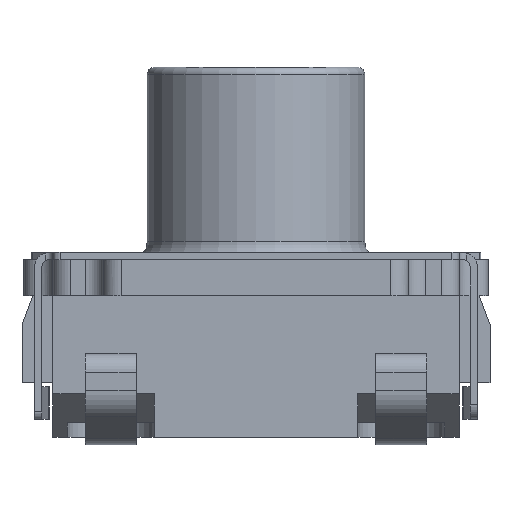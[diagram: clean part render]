
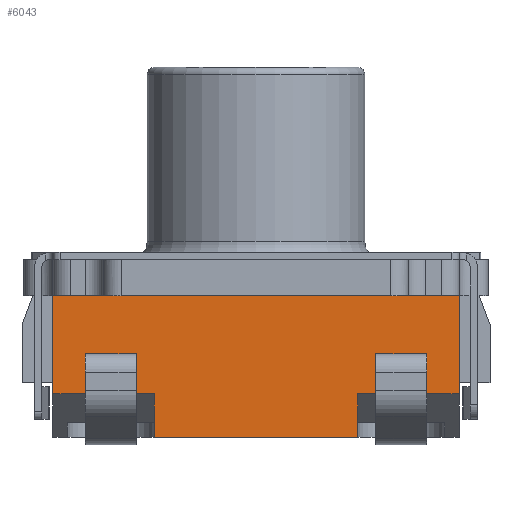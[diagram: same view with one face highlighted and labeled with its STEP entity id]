
A CAD part, left-side view. The second image highlights one B-rep face of the part: STEP entity #6043.
In plain terms, the highlighted planar face has unit normal (-1, 0, 0).
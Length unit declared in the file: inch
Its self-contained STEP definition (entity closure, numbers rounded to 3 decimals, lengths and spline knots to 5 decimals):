
#128=PLANE('',#6581);
#401=FACE_OUTER_BOUND('',#704,.T.);
#704=EDGE_LOOP('',(#5144,#5145,#5146,#5147,#5148,#5149,#5150,#5151,#5152,
#5153,#5154,#5155,#5156,#5157,#5158,#5159,#5160,#5161,#5162,#5163,#5164,
#5165));
#1138=LINE('',#8749,#1761);
#1428=LINE('',#9727,#2051);
#1479=LINE('',#9861,#2102);
#1480=LINE('',#9862,#2103);
#1497=LINE('',#9907,#2120);
#1499=LINE('',#9912,#2122);
#1500=LINE('',#9913,#2123);
#1523=LINE('',#9956,#2146);
#1530=LINE('',#9968,#2153);
#1531=LINE('',#9971,#2154);
#1532=LINE('',#9973,#2155);
#1533=LINE('',#9975,#2156);
#1534=LINE('',#9977,#2157);
#1535=LINE('',#9979,#2158);
#1536=LINE('',#9981,#2159);
#1537=LINE('',#9983,#2160);
#1538=LINE('',#9985,#2161);
#1539=LINE('',#9987,#2162);
#1540=LINE('',#9989,#2163);
#1541=LINE('',#9991,#2164);
#1542=LINE('',#9992,#2165);
#1543=LINE('',#9993,#2166);
#1761=VECTOR('',#6889,0.3937);
#2051=VECTOR('',#7819,0.3937);
#2102=VECTOR('',#7934,0.3937);
#2103=VECTOR('',#7935,0.3937);
#2120=VECTOR('',#7984,0.3937);
#2122=VECTOR('',#7988,0.3937);
#2123=VECTOR('',#7989,0.3937);
#2146=VECTOR('',#8018,0.3937);
#2153=VECTOR('',#8025,0.3937);
#2154=VECTOR('',#8028,0.3937);
#2155=VECTOR('',#8029,0.3937);
#2156=VECTOR('',#8030,0.3937);
#2157=VECTOR('',#8031,0.3937);
#2158=VECTOR('',#8032,0.3937);
#2159=VECTOR('',#8033,0.3937);
#2160=VECTOR('',#8034,0.3937);
#2161=VECTOR('',#8035,0.3937);
#2162=VECTOR('',#8036,0.3937);
#2163=VECTOR('',#8037,0.3937);
#2164=VECTOR('',#8038,0.3937);
#2165=VECTOR('',#8039,0.3937);
#2166=VECTOR('',#8040,0.3937);
#2414=VERTEX_POINT('',#8742);
#2416=VERTEX_POINT('',#8748);
#2704=VERTEX_POINT('',#9725);
#2743=VERTEX_POINT('',#9835);
#2754=VERTEX_POINT('',#9858);
#2755=VERTEX_POINT('',#9860);
#2767=VERTEX_POINT('',#9906);
#2768=VERTEX_POINT('',#9910);
#2769=VERTEX_POINT('',#9911);
#2786=VERTEX_POINT('',#9955);
#2791=VERTEX_POINT('',#9966);
#2792=VERTEX_POINT('',#9970);
#2793=VERTEX_POINT('',#9972);
#2794=VERTEX_POINT('',#9974);
#2795=VERTEX_POINT('',#9976);
#2796=VERTEX_POINT('',#9978);
#2797=VERTEX_POINT('',#9980);
#2798=VERTEX_POINT('',#9982);
#2799=VERTEX_POINT('',#9984);
#2800=VERTEX_POINT('',#9986);
#2801=VERTEX_POINT('',#9988);
#2802=VERTEX_POINT('',#9990);
#3036=EDGE_CURVE('',#2414,#2416,#1138,.T.);
#3495=EDGE_CURVE('',#2704,#2414,#1428,.T.);
#3561=EDGE_CURVE('',#2755,#2754,#1479,.T.);
#3562=EDGE_CURVE('',#2743,#2755,#1480,.T.);
#3584=EDGE_CURVE('',#2754,#2767,#1497,.T.);
#3586=EDGE_CURVE('',#2768,#2769,#1499,.T.);
#3587=EDGE_CURVE('',#2767,#2768,#1500,.T.);
#3610=EDGE_CURVE('',#2786,#2743,#1523,.T.);
#3617=EDGE_CURVE('',#2769,#2791,#1530,.T.);
#3618=EDGE_CURVE('',#2791,#2792,#1531,.T.);
#3619=EDGE_CURVE('',#2793,#2792,#1532,.T.);
#3620=EDGE_CURVE('',#2793,#2794,#1533,.T.);
#3621=EDGE_CURVE('',#2794,#2795,#1534,.T.);
#3622=EDGE_CURVE('',#2795,#2796,#1535,.T.);
#3623=EDGE_CURVE('',#2796,#2797,#1536,.T.);
#3624=EDGE_CURVE('',#2797,#2798,#1537,.T.);
#3625=EDGE_CURVE('',#2798,#2799,#1538,.T.);
#3626=EDGE_CURVE('',#2799,#2800,#1539,.T.);
#3627=EDGE_CURVE('',#2800,#2801,#1540,.T.);
#3628=EDGE_CURVE('',#2801,#2802,#1541,.T.);
#3629=EDGE_CURVE('',#2416,#2802,#1542,.T.);
#3630=EDGE_CURVE('',#2786,#2704,#1543,.T.);
#5144=ORIENTED_EDGE('',*,*,#3586,.T.);
#5145=ORIENTED_EDGE('',*,*,#3617,.T.);
#5146=ORIENTED_EDGE('',*,*,#3618,.T.);
#5147=ORIENTED_EDGE('',*,*,#3619,.F.);
#5148=ORIENTED_EDGE('',*,*,#3620,.T.);
#5149=ORIENTED_EDGE('',*,*,#3621,.T.);
#5150=ORIENTED_EDGE('',*,*,#3622,.T.);
#5151=ORIENTED_EDGE('',*,*,#3623,.T.);
#5152=ORIENTED_EDGE('',*,*,#3624,.T.);
#5153=ORIENTED_EDGE('',*,*,#3625,.T.);
#5154=ORIENTED_EDGE('',*,*,#3626,.T.);
#5155=ORIENTED_EDGE('',*,*,#3627,.T.);
#5156=ORIENTED_EDGE('',*,*,#3628,.T.);
#5157=ORIENTED_EDGE('',*,*,#3629,.F.);
#5158=ORIENTED_EDGE('',*,*,#3036,.F.);
#5159=ORIENTED_EDGE('',*,*,#3495,.F.);
#5160=ORIENTED_EDGE('',*,*,#3630,.F.);
#5161=ORIENTED_EDGE('',*,*,#3610,.T.);
#5162=ORIENTED_EDGE('',*,*,#3562,.T.);
#5163=ORIENTED_EDGE('',*,*,#3561,.T.);
#5164=ORIENTED_EDGE('',*,*,#3584,.T.);
#5165=ORIENTED_EDGE('',*,*,#3587,.T.);
#6043=ADVANCED_FACE('',(#401),#128,.T.);
#6581=AXIS2_PLACEMENT_3D('',#9969,#8026,#8027);
#6889=DIRECTION('',(0.,-1.,0.));
#7819=DIRECTION('',(0.,-1.,0.));
#7934=DIRECTION('',(0.,0.,1.));
#7935=DIRECTION('',(0.,0.,1.));
#7984=DIRECTION('',(0.,-1.,0.));
#7988=DIRECTION('',(0.,0.,-1.));
#7989=DIRECTION('',(0.,0.,-1.));
#8018=DIRECTION('',(0.,-1.,0.));
#8025=DIRECTION('',(0.,-1.,0.));
#8026=DIRECTION('center_axis',(-1.,0.,0.));
#8027=DIRECTION('ref_axis',(0.,-1.,0.));
#8028=DIRECTION('',(0.,0.,-1.));
#8029=DIRECTION('',(0.,1.,0.));
#8030=DIRECTION('',(0.,0.,1.));
#8031=DIRECTION('',(0.,-1.,0.));
#8032=DIRECTION('',(0.,0.,1.));
#8033=DIRECTION('',(0.,0.,1.));
#8034=DIRECTION('',(0.,-1.,0.));
#8035=DIRECTION('',(0.,0.,-1.));
#8036=DIRECTION('',(0.,0.,-1.));
#8037=DIRECTION('',(0.,-1.,0.));
#8038=DIRECTION('',(0.,0.,1.));
#8039=DIRECTION('',(0.,-1.,0.));
#8040=DIRECTION('',(0.,0.,1.));
#8742=CARTESIAN_POINT('',(-0.12205,0.08111,0.07677));
#8748=CARTESIAN_POINT('',(-0.12205,-0.08071,0.07677));
#8749=CARTESIAN_POINT('',(-0.12205,-0.11024,0.07677));
#9725=CARTESIAN_POINT('',(-0.12205,0.11024,0.07677));
#9727=CARTESIAN_POINT('',(-0.12205,-0.11024,0.07677));
#9835=CARTESIAN_POINT('',(-0.12205,0.09252,0.02362));
#9858=CARTESIAN_POINT('',(-0.12205,0.09252,0.04528));
#9860=CARTESIAN_POINT('',(-0.12205,0.09252,0.03346));
#9861=CARTESIAN_POINT('',(-0.12205,0.09252,0.00642));
#9862=CARTESIAN_POINT('',(-0.12205,0.09252,0.00642));
#9906=CARTESIAN_POINT('',(-0.12205,0.06496,0.04528));
#9907=CARTESIAN_POINT('',(-0.12205,0.09449,0.04528));
#9910=CARTESIAN_POINT('',(-0.12205,0.06496,0.03346));
#9911=CARTESIAN_POINT('',(-0.12205,0.06496,0.02362));
#9912=CARTESIAN_POINT('',(-0.12205,0.06496,0.00642));
#9913=CARTESIAN_POINT('',(-0.12205,0.06496,0.00642));
#9955=CARTESIAN_POINT('',(-0.12205,0.11024,0.02362));
#9956=CARTESIAN_POINT('',(-0.12205,0.08268,0.02362));
#9966=CARTESIAN_POINT('',(-0.12205,0.05512,0.02362));
#9968=CARTESIAN_POINT('',(-0.12205,0.08268,0.02362));
#9969=CARTESIAN_POINT('Origin',(-0.12205,0.11024,0.));
#9970=CARTESIAN_POINT('',(-0.12205,0.05512,0.));
#9971=CARTESIAN_POINT('',(-0.12205,0.05512,0.));
#9972=CARTESIAN_POINT('',(-0.12205,-0.05512,0.));
#9973=CARTESIAN_POINT('',(-0.12205,-0.11024,0.));
#9974=CARTESIAN_POINT('',(-0.12205,-0.05512,0.02362));
#9975=CARTESIAN_POINT('',(-0.12205,-0.05512,0.));
#9976=CARTESIAN_POINT('',(-0.12205,-0.06496,0.02362));
#9977=CARTESIAN_POINT('',(-0.12205,0.02756,0.02362));
#9978=CARTESIAN_POINT('',(-0.12205,-0.06496,0.03346));
#9979=CARTESIAN_POINT('',(-0.12205,-0.06496,0.00642));
#9980=CARTESIAN_POINT('',(-0.12205,-0.06496,0.04528));
#9981=CARTESIAN_POINT('',(-0.12205,-0.06496,0.00642));
#9982=CARTESIAN_POINT('',(-0.12205,-0.09252,0.04528));
#9983=CARTESIAN_POINT('',(-0.12205,0.01575,0.04528));
#9984=CARTESIAN_POINT('',(-0.12205,-0.09252,0.03346));
#9985=CARTESIAN_POINT('',(-0.12205,-0.09252,0.00642));
#9986=CARTESIAN_POINT('',(-0.12205,-0.09252,0.02362));
#9987=CARTESIAN_POINT('',(-0.12205,-0.09252,0.00642));
#9988=CARTESIAN_POINT('',(-0.12205,-0.11024,0.02362));
#9989=CARTESIAN_POINT('',(-0.12205,0.02756,0.02362));
#9990=CARTESIAN_POINT('',(-0.12205,-0.11024,0.07677));
#9991=CARTESIAN_POINT('',(-0.12205,-0.11024,0.));
#9992=CARTESIAN_POINT('',(-0.12205,-0.11024,0.07677));
#9993=CARTESIAN_POINT('',(-0.12205,0.11024,0.));
